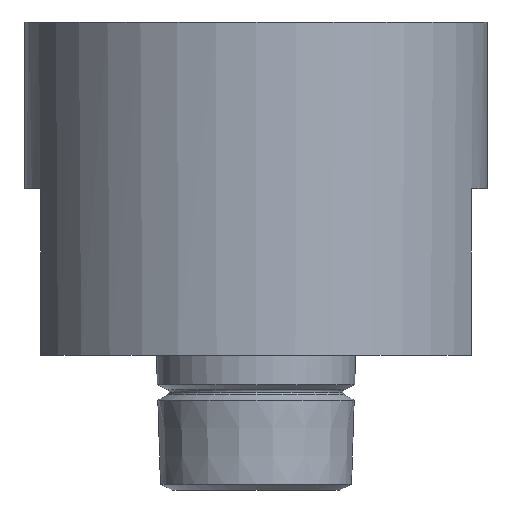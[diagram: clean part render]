
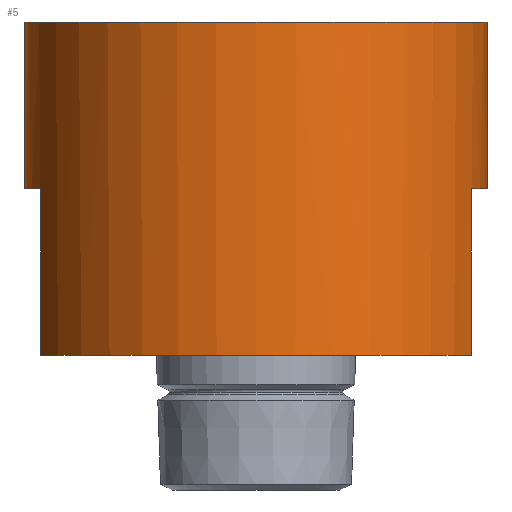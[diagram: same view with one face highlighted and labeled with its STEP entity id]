
A CAD part, front view. The second image highlights one B-rep face of the part: STEP entity #5.
In plain terms, the highlighted cylindrical face has radius 19.75 mm (diameter 39.5 mm), a partial arc.
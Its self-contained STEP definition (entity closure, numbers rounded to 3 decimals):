
#1 = EDGE_LOOP ( 'NONE', ( #771, #819, #821, #757, #760, #767, #769, #770 ) ) ;
#5 = ADVANCED_FACE ( 'NONE', ( #48 ), #39, .T. ) ;
#7 = VERTEX_POINT ( 'NONE', #131 ) ;
#36 = DIRECTION ( 'NONE',  ( 1., 0., 0. ) ) ;
#37 = DIRECTION ( 'NONE',  ( 0., 0., 1. ) ) ;
#38 = AXIS2_PLACEMENT_3D ( 'NONE', #42, #37, #36 ) ;
#39 = CYLINDRICAL_SURFACE ( 'NONE', #38, 19.75 ) ;
#42 = CARTESIAN_POINT ( 'NONE',  ( 0., 0., 20. ) ) ;
#48 = FACE_OUTER_BOUND ( 'NONE', #1, .T. ) ;
#131 = CARTESIAN_POINT ( 'NONE',  ( -18.417, -7.132, 5.75 ) ) ;
#204 = DIRECTION ( 'NONE',  ( 1., 0., 0. ) ) ;
#205 = DIRECTION ( 'NONE',  ( 0., 0., 1. ) ) ;
#206 = CARTESIAN_POINT ( 'NONE',  ( 0., 0., -8.5 ) ) ;
#207 = AXIS2_PLACEMENT_3D ( 'NONE', #206, #205, #204 ) ;
#208 = CIRCLE ( 'NONE', #207, 19.75 ) ;
#210 = CARTESIAN_POINT ( 'NONE',  ( -18.417, -7.132, -20. ) ) ;
#212 = CARTESIAN_POINT ( 'NONE',  ( -18.417, -7.132, -8.5 ) ) ;
#213 = DIRECTION ( 'NONE',  ( 0., 0., 1. ) ) ;
#214 = CARTESIAN_POINT ( 'NONE',  ( 18.417, -7.132, -8.5 ) ) ;
#215 = DIRECTION ( 'NONE',  ( 0., 0., 1. ) ) ;
#216 = VECTOR ( 'NONE', #215, 1000. ) ;
#217 = CARTESIAN_POINT ( 'NONE',  ( 18.417, -7.132, -20. ) ) ;
#218 = LINE ( 'NONE', #217, #216 ) ;
#235 = LINE ( 'NONE', #210, #236 ) ;
#236 = VECTOR ( 'NONE', #213, 1000. ) ;
#237 = DIRECTION ( 'NONE',  ( 1., 0., 0. ) ) ;
#238 = DIRECTION ( 'NONE',  ( 0., 0., 1. ) ) ;
#239 = CARTESIAN_POINT ( 'NONE',  ( 0., 0., 5.75 ) ) ;
#240 = AXIS2_PLACEMENT_3D ( 'NONE', #239, #238, #237 ) ;
#241 = CIRCLE ( 'NONE', #240, 19.75 ) ;
#243 = CARTESIAN_POINT ( 'NONE',  ( 18.417, -7.132, 5.75 ) ) ;
#310 = CIRCLE ( 'NONE', #362, 19.75 ) ;
#331 = DIRECTION ( 'NONE',  ( 1., 0., 0. ) ) ;
#360 = DIRECTION ( 'NONE',  ( 0., 0., 1. ) ) ;
#361 = CARTESIAN_POINT ( 'NONE',  ( 0., 0., 5.75 ) ) ;
#362 = AXIS2_PLACEMENT_3D ( 'NONE', #361, #360, #331 ) ;
#388 = DIRECTION ( 'NONE',  ( 1., 0., 0. ) ) ;
#389 = DIRECTION ( 'NONE',  ( 0., 0., 1. ) ) ;
#390 = AXIS2_PLACEMENT_3D ( 'NONE', #402, #389, #388 ) ;
#391 = CIRCLE ( 'NONE', #390, 19.75 ) ;
#402 = CARTESIAN_POINT ( 'NONE',  ( 0., 0., 20. ) ) ;
#518 = CARTESIAN_POINT ( 'NONE',  ( 19.75, 0., 20. ) ) ;
#527 = CARTESIAN_POINT ( 'NONE',  ( 19.75, 0., 5.75 ) ) ;
#532 = DIRECTION ( 'NONE',  ( 0., 0., 1. ) ) ;
#533 = VECTOR ( 'NONE', #532, 1000. ) ;
#534 = CARTESIAN_POINT ( 'NONE',  ( -19.75, 0., 20. ) ) ;
#535 = LINE ( 'NONE', #534, #533 ) ;
#572 = CARTESIAN_POINT ( 'NONE',  ( -19.75, 0., 20. ) ) ;
#603 = CARTESIAN_POINT ( 'NONE',  ( -19.75, 0., 5.75 ) ) ;
#614 = DIRECTION ( 'NONE',  ( 0., 0., 1. ) ) ;
#616 = CARTESIAN_POINT ( 'NONE',  ( 19.75, 0., 20. ) ) ;
#617 = LINE ( 'NONE', #616, #621 ) ;
#621 = VECTOR ( 'NONE', #614, 1000. ) ;
#755 = EDGE_CURVE ( 'NONE', #756, #7, #235, .T. ) ;
#756 = VERTEX_POINT ( 'NONE', #212 ) ;
#757 = ORIENTED_EDGE ( 'NONE', *, *, #758, .T. ) ;
#758 = EDGE_CURVE ( 'NONE', #756, #759, #208, .T. ) ;
#759 = VERTEX_POINT ( 'NONE', #214 ) ;
#760 = ORIENTED_EDGE ( 'NONE', *, *, #765, .T. ) ;
#765 = EDGE_CURVE ( 'NONE', #759, #766, #218, .T. ) ;
#766 = VERTEX_POINT ( 'NONE', #243 ) ;
#767 = ORIENTED_EDGE ( 'NONE', *, *, #768, .T. ) ;
#768 = EDGE_CURVE ( 'NONE', #766, #936, #241, .T. ) ;
#769 = ORIENTED_EDGE ( 'NONE', *, *, #977, .T. ) ;
#770 = ORIENTED_EDGE ( 'NONE', *, *, #877, .F. ) ;
#771 = ORIENTED_EDGE ( 'NONE', *, *, #938, .F. ) ;
#819 = ORIENTED_EDGE ( 'NONE', *, *, #820, .T. ) ;
#820 = EDGE_CURVE ( 'NONE', #999, #7, #310, .T. ) ;
#821 = ORIENTED_EDGE ( 'NONE', *, *, #755, .F. ) ;
#877 = EDGE_CURVE ( 'NONE', #945, #933, #391, .T. ) ;
#933 = VERTEX_POINT ( 'NONE', #518 ) ;
#936 = VERTEX_POINT ( 'NONE', #527 ) ;
#938 = EDGE_CURVE ( 'NONE', #999, #945, #535, .T. ) ;
#945 = VERTEX_POINT ( 'NONE', #572 ) ;
#977 = EDGE_CURVE ( 'NONE', #936, #933, #617, .T. ) ;
#999 = VERTEX_POINT ( 'NONE', #603 ) ;
